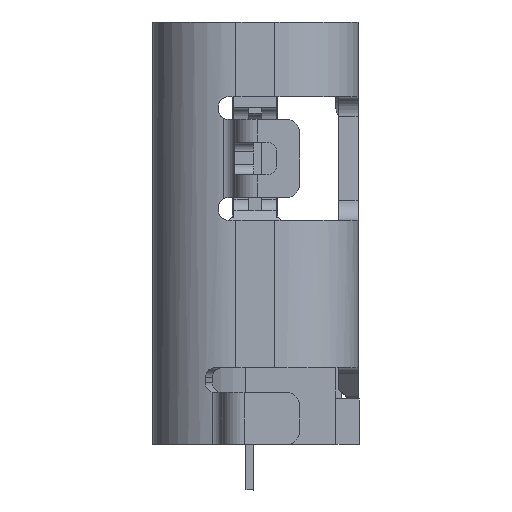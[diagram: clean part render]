
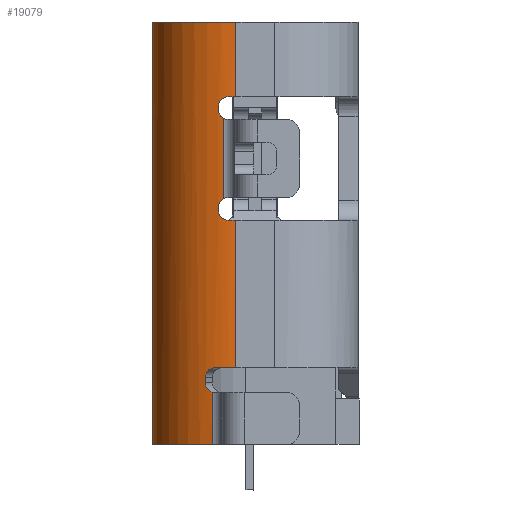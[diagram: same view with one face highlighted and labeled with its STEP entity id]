
A CAD part, left-side view. The second image highlights one B-rep face of the part: STEP entity #19079.
In plain terms, the highlighted cylindrical face has radius 1.28 mm (diameter 2.56 mm), a partial arc.
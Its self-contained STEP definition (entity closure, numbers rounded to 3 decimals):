
#575=B_SPLINE_CURVE_WITH_KNOTS('',3,(#24526,#24527,#24528,#24529),
 .UNSPECIFIED.,.F.,.F.,(4,4),(0.,0.),
 .UNSPECIFIED.);
#590=B_SPLINE_CURVE_WITH_KNOTS('',3,(#25309,#25310,#25311,#25312),
 .UNSPECIFIED.,.F.,.F.,(4,4),(0.,0.),
 .UNSPECIFIED.);
#599=B_SPLINE_CURVE_WITH_KNOTS('',3,(#25890,#25891,#25892,#25893),
 .UNSPECIFIED.,.F.,.F.,(4,4),(0.,0.),
 .UNSPECIFIED.);
#621=B_SPLINE_CURVE_WITH_KNOTS('',3,(#26943,#26944,#26945,#26946),
 .UNSPECIFIED.,.F.,.F.,(4,4),(0.,0.),
 .UNSPECIFIED.);
#624=B_SPLINE_CURVE_WITH_KNOTS('',3,(#27023,#27024,#27025,#27026),
 .UNSPECIFIED.,.F.,.F.,(4,4),(0.,0.),.UNSPECIFIED.);
#628=B_SPLINE_CURVE_WITH_KNOTS('',3,(#27153,#27154,#27155,#27156),
 .UNSPECIFIED.,.F.,.F.,(4,4),(0.,0.),
 .UNSPECIFIED.);
#943=LINE('',#25194,#2535);
#1463=LINE('',#26694,#3055);
#1783=LINE('',#27593,#3375);
#1793=LINE('',#27614,#3385);
#2108=LINE('',#28471,#3700);
#2110=LINE('',#28475,#3702);
#2221=LINE('',#28725,#3813);
#2222=LINE('',#28726,#3814);
#2535=VECTOR('',#20898,1000.);
#3055=VECTOR('',#21946,1000.);
#3375=VECTOR('',#22658,1000.);
#3385=VECTOR('',#22680,1000.);
#3700=VECTOR('',#23401,1000.);
#3702=VECTOR('',#23405,1000.);
#3813=VECTOR('',#23728,1000.);
#3814=VECTOR('',#23729,1000.);
#3996=CYLINDRICAL_SURFACE('',#20145,1.28);
#7453=ORIENTED_EDGE('',*,*,#8325,.T.);
#7454=ORIENTED_EDGE('',*,*,#10149,.T.);
#7455=ORIENTED_EDGE('',*,*,#8551,.T.);
#7456=ORIENTED_EDGE('',*,*,#10045,.T.);
#7457=ORIENTED_EDGE('',*,*,#9400,.T.);
#7458=ORIENTED_EDGE('',*,*,#9634,.T.);
#7459=ORIENTED_EDGE('',*,*,#8852,.T.);
#7460=ORIENTED_EDGE('',*,*,#9624,.T.);
#7461=ORIENTED_EDGE('',*,*,#9353,.T.);
#7462=ORIENTED_EDGE('',*,*,#10020,.T.);
#7463=ORIENTED_EDGE('',*,*,#8604,.T.);
#7464=ORIENTED_EDGE('',*,*,#10063,.F.);
#7465=ORIENTED_EDGE('',*,*,#10018,.T.);
#7466=ORIENTED_EDGE('',*,*,#9453,.F.);
#7467=ORIENTED_EDGE('',*,*,#10150,.F.);
#7468=ORIENTED_EDGE('',*,*,#9911,.F.);
#7469=ORIENTED_EDGE('',*,*,#9208,.T.);
#7470=ORIENTED_EDGE('',*,*,#9317,.T.);
#7471=ORIENTED_EDGE('',*,*,#10151,.T.);
#8325=EDGE_CURVE('',#10386,#10388,#575,.T.);
#8551=EDGE_CURVE('',#10599,#10600,#943,.T.);
#8604=EDGE_CURVE('',#10646,#10644,#590,.T.);
#8852=EDGE_CURVE('',#10862,#10861,#599,.T.);
#9208=EDGE_CURVE('',#11121,#11120,#1463,.T.);
#9317=EDGE_CURVE('',#11120,#11193,#621,.T.);
#9353=EDGE_CURVE('',#11217,#11216,#624,.T.);
#9400=EDGE_CURVE('',#11242,#11241,#628,.T.);
#9453=EDGE_CURVE('',#11269,#11270,#11816,.T.);
#9624=EDGE_CURVE('',#10861,#11217,#1783,.T.);
#9634=EDGE_CURVE('',#11241,#10862,#1793,.T.);
#9911=EDGE_CURVE('',#11121,#11498,#11874,.T.);
#10018=EDGE_CURVE('',#11533,#11270,#2108,.T.);
#10020=EDGE_CURVE('',#11216,#10646,#2110,.T.);
#10045=EDGE_CURVE('',#10600,#11242,#11899,.T.);
#10063=EDGE_CURVE('',#11533,#10644,#11904,.T.);
#10149=EDGE_CURVE('',#10388,#10599,#11909,.T.);
#10150=EDGE_CURVE('',#11498,#11269,#2221,.T.);
#10151=EDGE_CURVE('',#11193,#10386,#2222,.T.);
#10386=VERTEX_POINT('',#24518);
#10388=VERTEX_POINT('',#24525);
#10599=VERTEX_POINT('',#25195);
#10600=VERTEX_POINT('',#25196);
#10644=VERTEX_POINT('',#25307);
#10646=VERTEX_POINT('',#25313);
#10861=VERTEX_POINT('',#25889);
#10862=VERTEX_POINT('',#25894);
#11120=VERTEX_POINT('',#26693);
#11121=VERTEX_POINT('',#26695);
#11193=VERTEX_POINT('',#26942);
#11216=VERTEX_POINT('',#27022);
#11217=VERTEX_POINT('',#27027);
#11241=VERTEX_POINT('',#27152);
#11242=VERTEX_POINT('',#27157);
#11269=VERTEX_POINT('',#27264);
#11270=VERTEX_POINT('',#27266);
#11498=VERTEX_POINT('',#28236);
#11533=VERTEX_POINT('',#28472);
#11816=CIRCLE('',#19763,1.28);
#11874=CIRCLE('',#19988,1.28);
#11899=CIRCLE('',#20060,1.28);
#11904=CIRCLE('',#20077,1.28);
#11909=CIRCLE('',#20146,1.28);
#12571=EDGE_LOOP('',(#7453,#7454,#7455,#7456,#7457,#7458,#7459,#7460,#7461,
#7462,#7463,#7464,#7465,#7466,#7467,#7468,#7469,#7470,#7471));
#13333=FACE_BOUND('',#12571,.T.);
#19079=ADVANCED_FACE('',(#13333),#3996,.T.);
#19763=AXIS2_PLACEMENT_3D('',#27265,#22382,#22383);
#19988=AXIS2_PLACEMENT_3D('',#28235,#23213,#23214);
#20060=AXIS2_PLACEMENT_3D('',#28521,#23463,#23464);
#20077=AXIS2_PLACEMENT_3D('',#28555,#23510,#23511);
#20145=AXIS2_PLACEMENT_3D('',#28723,#23724,#23725);
#20146=AXIS2_PLACEMENT_3D('',#28724,#23726,#23727);
#20898=DIRECTION('',(0.,0.,-1.));
#21946=DIRECTION('',(0.,0.,-1.));
#22382=DIRECTION('',(0.,0.,-1.));
#22383=DIRECTION('',(-1.,0.,0.));
#22658=DIRECTION('',(0.,0.,-1.));
#22680=DIRECTION('',(0.,0.,-1.));
#23213=DIRECTION('',(0.,0.,1.));
#23214=DIRECTION('',(-1.,0.,0.));
#23401=DIRECTION('',(0.,0.,-1.));
#23405=DIRECTION('',(0.,0.,-1.));
#23463=DIRECTION('',(0.,0.,1.));
#23464=DIRECTION('',(-1.,0.,0.));
#23510=DIRECTION('',(0.,0.,1.));
#23511=DIRECTION('',(-1.,0.,0.));
#23724=DIRECTION('',(0.,0.,1.));
#23725=DIRECTION('',(-1.,0.,0.));
#23726=DIRECTION('',(0.,0.,-1.));
#23727=DIRECTION('',(-1.,0.,0.));
#23728=DIRECTION('',(0.,0.,-1.));
#23729=DIRECTION('',(0.,0.,-1.));
#24518=CARTESIAN_POINT('',(4.381,0.765,-5.238));
#24525=CARTESIAN_POINT('',(4.427,0.622,-5.388));
#24526=CARTESIAN_POINT('',(4.381,0.765,-5.238));
#24527=CARTESIAN_POINT('',(4.381,0.765,-5.317));
#24528=CARTESIAN_POINT('',(4.407,0.699,-5.388));
#24529=CARTESIAN_POINT('',(4.427,0.622,-5.388));
#25194=CARTESIAN_POINT('',(4.47,0.295,-9.208));
#25195=CARTESIAN_POINT('',(4.47,0.295,-5.388));
#25196=CARTESIAN_POINT('',(4.47,0.295,-7.658));
#25307=CARTESIAN_POINT('',(4.464,0.415,-9.558));
#25309=CARTESIAN_POINT('',(4.441,0.565,-9.408));
#25310=CARTESIAN_POINT('',(4.441,0.565,-9.487));
#25311=CARTESIAN_POINT('',(4.457,0.494,-9.558));
#25312=CARTESIAN_POINT('',(4.464,0.415,-9.558));
#25313=CARTESIAN_POINT('',(4.441,0.565,-9.408));
#25889=CARTESIAN_POINT('',(4.456,0.485,-7.99));
#25890=CARTESIAN_POINT('',(4.441,0.565,-7.858));
#25891=CARTESIAN_POINT('',(4.441,0.565,-7.913));
#25892=CARTESIAN_POINT('',(4.449,0.533,-7.965));
#25893=CARTESIAN_POINT('',(4.456,0.485,-7.99));
#25894=CARTESIAN_POINT('',(4.441,0.565,-7.858));
#26693=CARTESIAN_POINT('',(4.417,0.658,-5.012));
#26694=CARTESIAN_POINT('',(4.417,0.658,-9.208));
#26695=CARTESIAN_POINT('',(4.417,0.658,-4.208));
#26942=CARTESIAN_POINT('',(4.381,0.765,-5.158));
#26943=CARTESIAN_POINT('',(4.417,0.658,-5.012));
#26944=CARTESIAN_POINT('',(4.399,0.72,-5.029));
#26945=CARTESIAN_POINT('',(4.381,0.765,-5.091));
#26946=CARTESIAN_POINT('',(4.381,0.765,-5.158));
#27022=CARTESIAN_POINT('',(4.441,0.565,-9.358));
#27023=CARTESIAN_POINT('',(4.456,0.485,-9.225));
#27024=CARTESIAN_POINT('',(4.449,0.533,-9.251));
#27025=CARTESIAN_POINT('',(4.441,0.565,-9.303));
#27026=CARTESIAN_POINT('',(4.441,0.565,-9.358));
#27027=CARTESIAN_POINT('',(4.456,0.485,-9.225));
#27152=CARTESIAN_POINT('',(4.441,0.565,-7.808));
#27153=CARTESIAN_POINT('',(4.464,0.415,-7.658));
#27154=CARTESIAN_POINT('',(4.457,0.494,-7.658));
#27155=CARTESIAN_POINT('',(4.441,0.565,-7.728));
#27156=CARTESIAN_POINT('',(4.441,0.565,-7.808));
#27157=CARTESIAN_POINT('',(4.464,0.415,-7.658));
#27264=CARTESIAN_POINT('',(3.19,1.575,-10.708));
#27265=CARTESIAN_POINT('',(3.19,0.295,-10.708));
#27266=CARTESIAN_POINT('',(4.47,0.295,-10.708));
#27593=CARTESIAN_POINT('',(4.456,0.485,-9.208));
#27614=CARTESIAN_POINT('',(4.441,0.565,-9.208));
#28235=CARTESIAN_POINT('',(3.19,0.295,-4.208));
#28236=CARTESIAN_POINT('',(3.19,1.575,-4.208));
#28471=CARTESIAN_POINT('',(4.47,0.295,-9.208));
#28472=CARTESIAN_POINT('',(4.47,0.295,-9.558));
#28475=CARTESIAN_POINT('',(4.441,0.565,-9.208));
#28521=CARTESIAN_POINT('',(3.19,0.295,-7.658));
#28555=CARTESIAN_POINT('',(3.19,0.295,-9.558));
#28723=CARTESIAN_POINT('',(3.19,0.295,-9.208));
#28724=CARTESIAN_POINT('',(3.19,0.295,-5.388));
#28725=CARTESIAN_POINT('',(3.19,1.575,-4.658));
#28726=CARTESIAN_POINT('',(4.381,0.765,-9.208));
